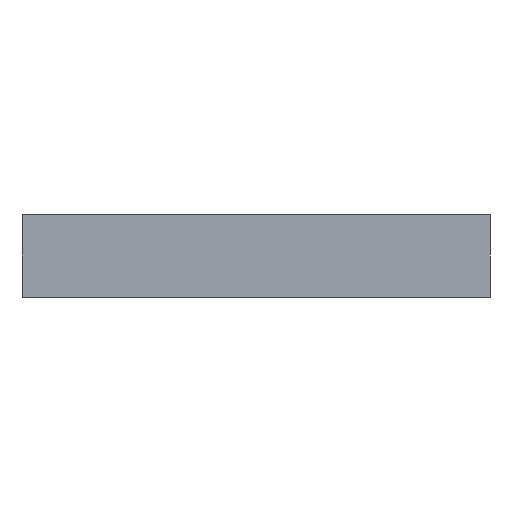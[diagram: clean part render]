
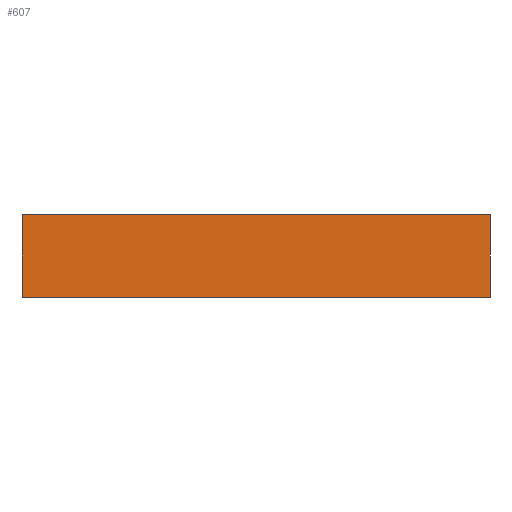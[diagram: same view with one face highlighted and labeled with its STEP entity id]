
A CAD part, front view. The second image highlights one B-rep face of the part: STEP entity #607.
In plain terms, the highlighted planar face has unit normal (0, -1, 0).
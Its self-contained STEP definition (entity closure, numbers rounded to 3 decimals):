
#489=CARTESIAN_POINT('',(-19.,-175.0,6.7));
#490=VERTEX_POINT('',#489);
#507=CARTESIAN_POINT('',(-19.,-175.0,0.0));
#508=VERTEX_POINT('',#507);
#515=CARTESIAN_POINT('',(-19.,-175.0,0.0));
#516=DIRECTION('',(0.0,0.0,1.0));
#517=VECTOR('',#516,6.7);
#518=LINE('',#515,#517);
#519=EDGE_CURVE('',#508,#490,#518,.T.);
#560=CARTESIAN_POINT('',(19.,-175.0,6.7));
#561=VERTEX_POINT('',#560);
#568=CARTESIAN_POINT('',(19.,-175.0,0.0));
#569=VERTEX_POINT('',#568);
#570=CARTESIAN_POINT('',(19.,-175.0,0.0));
#571=DIRECTION('',(0.0,0.0,1.0));
#572=VECTOR('',#571,6.7);
#573=LINE('',#570,#572);
#574=EDGE_CURVE('',#569,#561,#573,.T.);
#586=CARTESIAN_POINT('',(19.,-175.0,0.0));
#587=DIRECTION('',(0.0,-1.0,0.0));
#588=DIRECTION('',(0.0,0.0,-1.0));
#589=AXIS2_PLACEMENT_3D('',#586,#587,#588);
#590=PLANE('',#589);
#591=CARTESIAN_POINT('',(19.,-175.0,6.7));
#592=DIRECTION('',(-1.0,0.0,0.0));
#593=VECTOR('',#592,38.0);
#594=LINE('',#591,#593);
#595=EDGE_CURVE('',#561,#490,#594,.T.);
#596=ORIENTED_EDGE('',*,*,#595,.T.);
#597=ORIENTED_EDGE('',*,*,#519,.F.);
#598=CARTESIAN_POINT('',(19.,-175.0,0.0));
#599=DIRECTION('',(-1.0,0.0,0.0));
#600=VECTOR('',#599,38.0);
#601=LINE('',#598,#600);
#602=EDGE_CURVE('',#569,#508,#601,.T.);
#603=ORIENTED_EDGE('',*,*,#602,.F.);
#604=ORIENTED_EDGE('',*,*,#574,.T.);
#605=EDGE_LOOP('',(#596,#597,#603,#604));
#606=FACE_OUTER_BOUND('',#605,.T.);
#607=ADVANCED_FACE('',(#606),#590,.T.);
